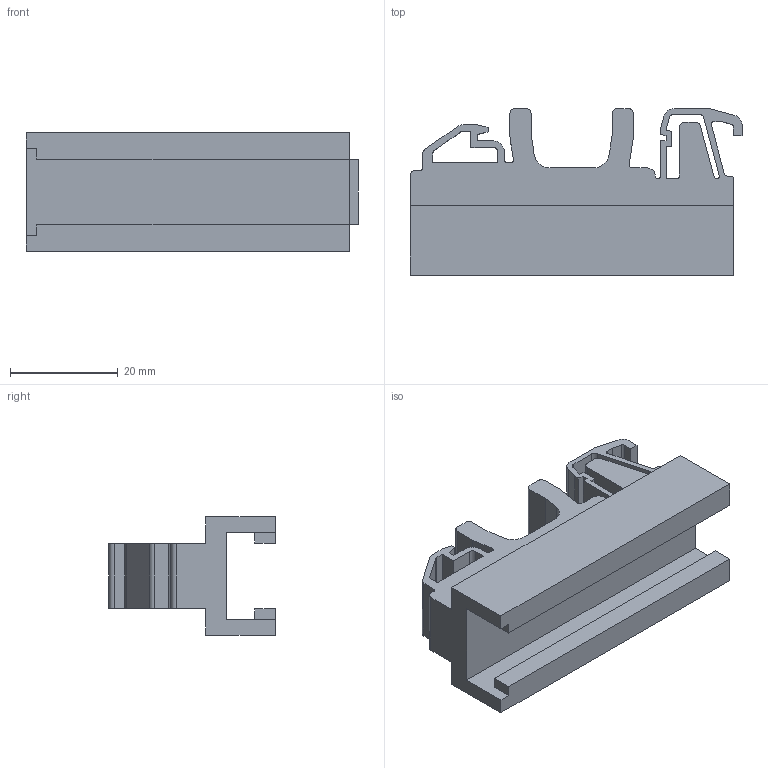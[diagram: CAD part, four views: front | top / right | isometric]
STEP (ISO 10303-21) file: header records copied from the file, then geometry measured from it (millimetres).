
FILE_DESCRIPTION(('FreeCAD Model'),'2;1');
FILE_NAME('Open CASCADE Shape Model','2024-12-07T17:16:39',(''),(''), 'Open CASCADE STEP processor 7.8','FreeCAD','Unknown');
FILE_SCHEMA(('AUTOMOTIVE_DESIGN { 1 0 10303 214 1 1 1 1 }'));
Length unit declared in the file: millimetre
Products named in the file (2): Encaixe-DIN; encaixe-trilho-din
Assembly tree (1 placements, depth 2):
  Encaixe-DIN
    encaixe-trilho-din
Bounding box: 61.6 x 30.9 x 22 mm (x, y, z)
Volume: 16725.1 mm3; surface area: 9632.4 mm2
Topology: 1 solids, 1 shells, 108 faces, 318 edges, 212 vertices
Faces by surface type: plane 75, cylinder 33
Entity records: 3636 total; most frequent: CARTESIAN_POINT 640, ORIENTED_EDGE 636, DIRECTION 604, EDGE_CURVE 318, LINE 252, VECTOR 252, VERTEX_POINT 212, AXIS2_PLACEMENT_3D 176
